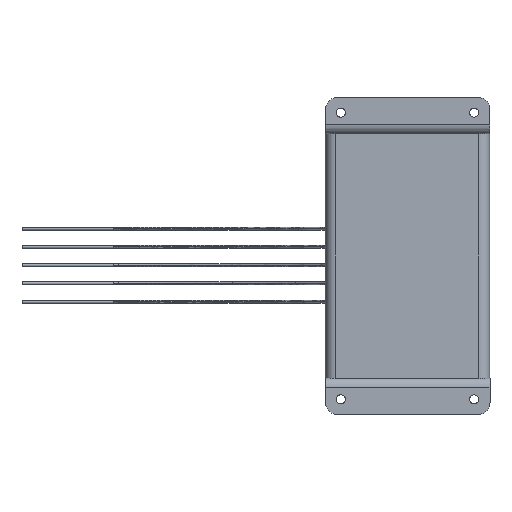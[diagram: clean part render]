
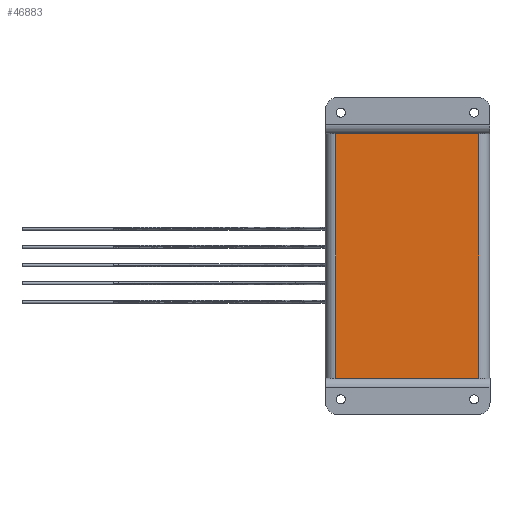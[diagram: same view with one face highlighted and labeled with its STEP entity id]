
A CAD part, front view. The second image highlights one B-rep face of the part: STEP entity #46883.
In plain terms, the highlighted planar face has unit normal (0, -1, 0).
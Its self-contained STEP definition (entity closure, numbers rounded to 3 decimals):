
#196 = DIRECTION ( 'NONE',  ( 0., 0., -1. ) ) ;
#513 = VERTEX_POINT ( 'NONE', #56918 ) ;
#583 = ORIENTED_EDGE ( 'NONE', *, *, #42518, .T. ) ;
#657 = VERTEX_POINT ( 'NONE', #13749 ) ;
#3872 = CARTESIAN_POINT ( 'NONE',  ( -23.488, -49.885, -129.679 ) ) ;
#3922 = VERTEX_POINT ( 'NONE', #13585 ) ;
#5469 = DIRECTION ( 'NONE',  ( 0., 0., 1. ) ) ;
#6744 = VECTOR ( 'NONE', #29139, 1000. ) ;
#8398 = AXIS2_PLACEMENT_3D ( 'NONE', #9880, #55204, #196 ) ;
#9061 = CARTESIAN_POINT ( 'NONE',  ( 23.412, -49.885, -49.679 ) ) ;
#9880 = CARTESIAN_POINT ( 'NONE',  ( -23.488, -49.885, -129.679 ) ) ;
#13585 = CARTESIAN_POINT ( 'NONE',  ( -23.488, -49.885, -49.679 ) ) ;
#13749 = CARTESIAN_POINT ( 'NONE',  ( -23.488, -49.885, -129.679 ) ) ;
#14828 = VECTOR ( 'NONE', #27162, 1000. ) ;
#15450 = FACE_OUTER_BOUND ( 'NONE', #39668, .T. ) ;
#16131 = ORIENTED_EDGE ( 'NONE', *, *, #37659, .T. ) ;
#24070 = VECTOR ( 'NONE', #5469, 1000. ) ;
#24630 = CARTESIAN_POINT ( 'NONE',  ( -23.488, -49.885, -49.679 ) ) ;
#25411 = LINE ( 'NONE', #49769, #14828 ) ;
#27162 = DIRECTION ( 'NONE',  ( 1., 0., 0. ) ) ;
#27789 = PLANE ( 'NONE',  #8398 ) ;
#28049 = ORIENTED_EDGE ( 'NONE', *, *, #34250, .T. ) ;
#29139 = DIRECTION ( 'NONE',  ( -1., 0., 0. ) ) ;
#30311 = LINE ( 'NONE', #3872, #38868 ) ;
#32514 = EDGE_CURVE ( 'NONE', #51120, #3922, #48511, .T. ) ;
#34250 = EDGE_CURVE ( 'NONE', #3922, #657, #30311, .T. ) ;
#37659 = EDGE_CURVE ( 'NONE', #513, #51120, #48158, .T. ) ;
#38868 = VECTOR ( 'NONE', #49736, 1000. ) ;
#39668 = EDGE_LOOP ( 'NONE', ( #28049, #583, #16131, #48620 ) ) ;
#42518 = EDGE_CURVE ( 'NONE', #657, #513, #25411, .T. ) ;
#46883 = ADVANCED_FACE ( 'NONE', ( #15450 ), #27789, .T. ) ;
#48158 = LINE ( 'NONE', #55161, #24070 ) ;
#48511 = LINE ( 'NONE', #24630, #6744 ) ;
#48620 = ORIENTED_EDGE ( 'NONE', *, *, #32514, .T. ) ;
#49736 = DIRECTION ( 'NONE',  ( 0., 0., -1. ) ) ;
#49769 = CARTESIAN_POINT ( 'NONE',  ( -23.488, -49.885, -129.679 ) ) ;
#51120 = VERTEX_POINT ( 'NONE', #9061 ) ;
#55161 = CARTESIAN_POINT ( 'NONE',  ( 23.412, -49.885, -129.679 ) ) ;
#55204 = DIRECTION ( 'NONE',  ( 0., -1., 0. ) ) ;
#56918 = CARTESIAN_POINT ( 'NONE',  ( 23.412, -49.885, -129.679 ) ) ;
